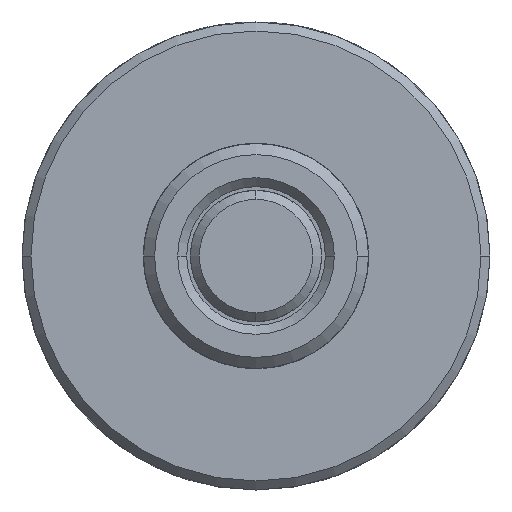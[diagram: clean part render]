
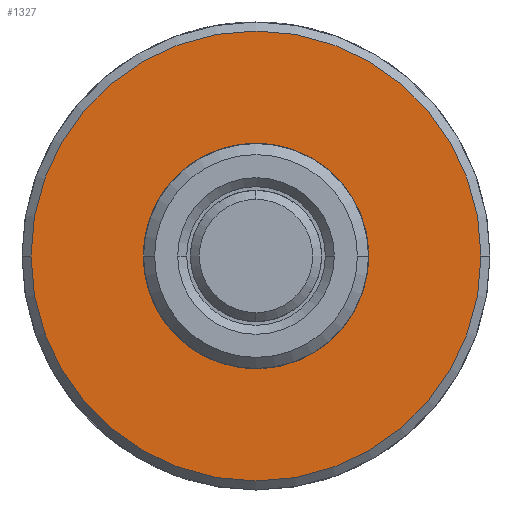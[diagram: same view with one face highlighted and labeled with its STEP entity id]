
A CAD part, left-side view. The second image highlights one B-rep face of the part: STEP entity #1327.
In plain terms, the highlighted planar face has unit normal (-1, 0, 0).
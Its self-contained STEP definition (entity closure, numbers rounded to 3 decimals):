
#87 = PLANE ( 'NONE',  #3733 ) ;
#118 = CARTESIAN_POINT ( 'NONE',  ( 16.764, 0., 0. ) ) ;
#132 = VERTEX_POINT ( 'NONE', #3536 ) ;
#394 = CARTESIAN_POINT ( 'NONE',  ( 16.764, 0., 0. ) ) ;
#421 = DIRECTION ( 'NONE',  ( 0., 0., -1. ) ) ;
#518 = CARTESIAN_POINT ( 'NONE',  ( 16.764, 0., 0. ) ) ;
#555 = ORIENTED_EDGE ( 'NONE', *, *, #3077, .T. ) ;
#587 = AXIS2_PLACEMENT_3D ( 'NONE', #2300, #1412, #421 ) ;
#744 = DIRECTION ( 'NONE',  ( 1., 0., 0. ) ) ;
#958 = CIRCLE ( 'NONE', #3670, 9.493 ) ;
#1037 = CARTESIAN_POINT ( 'NONE',  ( 16.764, 0., 0. ) ) ;
#1274 = ORIENTED_EDGE ( 'NONE', *, *, #3581, .F. ) ;
#1327 = ADVANCED_FACE ( 'NONE', ( #2624, #1700 ), #87, .F. ) ;
#1346 = AXIS2_PLACEMENT_3D ( 'NONE', #518, #4071, #3112 ) ;
#1368 = DIRECTION ( 'NONE',  ( 1., 0., 0. ) ) ;
#1412 = DIRECTION ( 'NONE',  ( 1., 0., 0. ) ) ;
#1428 = CARTESIAN_POINT ( 'NONE',  ( 16.764, 0., 19.05 ) ) ;
#1700 = FACE_BOUND ( 'NONE', #2733, .T. ) ;
#1721 = DIRECTION ( 'NONE',  ( 0., 0., -1. ) ) ;
#1821 = VERTEX_POINT ( 'NONE', #4019 ) ;
#2093 = EDGE_LOOP ( 'NONE', ( #1274, #3902 ) ) ;
#2300 = CARTESIAN_POINT ( 'NONE',  ( 16.764, 0., 0. ) ) ;
#2557 = EDGE_CURVE ( 'NONE', #3785, #1821, #958, .T. ) ;
#2624 = FACE_OUTER_BOUND ( 'NONE', #2093, .T. ) ;
#2643 = DIRECTION ( 'NONE',  ( 0., 0., -1. ) ) ;
#2667 = EDGE_CURVE ( 'NONE', #132, #3840, #3014, .T. ) ;
#2733 = EDGE_LOOP ( 'NONE', ( #555, #3975 ) ) ;
#3014 = CIRCLE ( 'NONE', #1346, 19.05 ) ;
#3077 = EDGE_CURVE ( 'NONE', #1821, #3785, #4041, .T. ) ;
#3112 = DIRECTION ( 'NONE',  ( 0., 0., -1. ) ) ;
#3536 = CARTESIAN_POINT ( 'NONE',  ( 16.764, 0., -19.05 ) ) ;
#3571 = DIRECTION ( 'NONE',  ( 0., 0., -1. ) ) ;
#3581 = EDGE_CURVE ( 'NONE', #3840, #132, #3913, .T. ) ;
#3670 = AXIS2_PLACEMENT_3D ( 'NONE', #118, #744, #3571 ) ;
#3681 = CARTESIAN_POINT ( 'NONE',  ( 16.764, 0., 9.493 ) ) ;
#3733 = AXIS2_PLACEMENT_3D ( 'NONE', #1037, #1368, #2643 ) ;
#3784 = AXIS2_PLACEMENT_3D ( 'NONE', #394, #3878, #1721 ) ;
#3785 = VERTEX_POINT ( 'NONE', #3681 ) ;
#3840 = VERTEX_POINT ( 'NONE', #1428 ) ;
#3878 = DIRECTION ( 'NONE',  ( 1., 0., 0. ) ) ;
#3902 = ORIENTED_EDGE ( 'NONE', *, *, #2667, .F. ) ;
#3913 = CIRCLE ( 'NONE', #3784, 19.05 ) ;
#3975 = ORIENTED_EDGE ( 'NONE', *, *, #2557, .T. ) ;
#4019 = CARTESIAN_POINT ( 'NONE',  ( 16.764, 0., -9.493 ) ) ;
#4041 = CIRCLE ( 'NONE', #587, 9.493 ) ;
#4071 = DIRECTION ( 'NONE',  ( 1., 0., 0. ) ) ;
